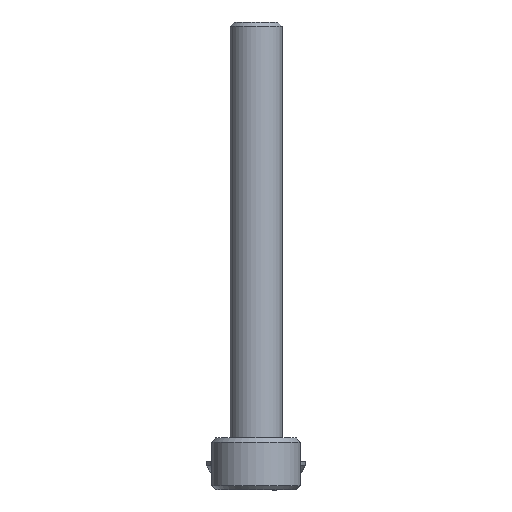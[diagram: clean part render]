
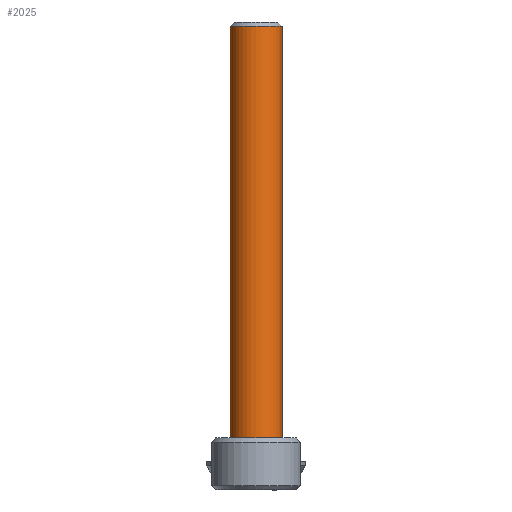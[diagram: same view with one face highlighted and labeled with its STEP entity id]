
A CAD part, left-side view. The second image highlights one B-rep face of the part: STEP entity #2025.
In plain terms, the highlighted cylindrical face has radius 2.5 mm (diameter 5 mm), a full revolution.
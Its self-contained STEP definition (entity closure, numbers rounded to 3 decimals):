
#233=CYLINDRICAL_SURFACE('',#2292,2.5);
#254=FACE_OUTER_BOUND('',#416,.T.);
#416=EDGE_LOOP('',(#1424,#1425,#1426,#1427));
#595=LINE('',#3302,#735);
#735=VECTOR('',#2602,2.5);
#869=CIRCLE('',#2288,2.5);
#871=CIRCLE('',#2291,2.5);
#974=VERTEX_POINT('',#3293);
#976=VERTEX_POINT('',#3298);
#1131=EDGE_CURVE('',#974,#974,#869,.T.);
#1134=EDGE_CURVE('',#976,#976,#871,.T.);
#1135=EDGE_CURVE('',#976,#974,#595,.T.);
#1424=ORIENTED_EDGE('',*,*,#1134,.F.);
#1425=ORIENTED_EDGE('',*,*,#1135,.T.);
#1426=ORIENTED_EDGE('',*,*,#1131,.F.);
#1427=ORIENTED_EDGE('',*,*,#1135,.F.);
#2025=ADVANCED_FACE('',(#254),#233,.T.);
#2288=AXIS2_PLACEMENT_3D('',#3294,#2591,#2592);
#2291=AXIS2_PLACEMENT_3D('',#3300,#2598,#2599);
#2292=AXIS2_PLACEMENT_3D('',#3301,#2600,#2601);
#2591=DIRECTION('center_axis',(0.,0.,-1.));
#2592=DIRECTION('ref_axis',(-1.,0.,0.));
#2598=DIRECTION('center_axis',(0.,0.,1.));
#2599=DIRECTION('ref_axis',(-1.,0.,0.));
#2600=DIRECTION('center_axis',(0.,0.,1.));
#2601=DIRECTION('ref_axis',(-1.,0.,0.));
#2602=DIRECTION('',(0.,0.,-1.));
#3293=CARTESIAN_POINT('',(2.5,0.,5.));
#3294=CARTESIAN_POINT('Origin',(0.,0.,5.));
#3298=CARTESIAN_POINT('',(2.5,0.,44.6));
#3300=CARTESIAN_POINT('Origin',(0.,0.,44.6));
#3301=CARTESIAN_POINT('Origin',(0.,0.,5.));
#3302=CARTESIAN_POINT('',(2.5,0.,5.));
